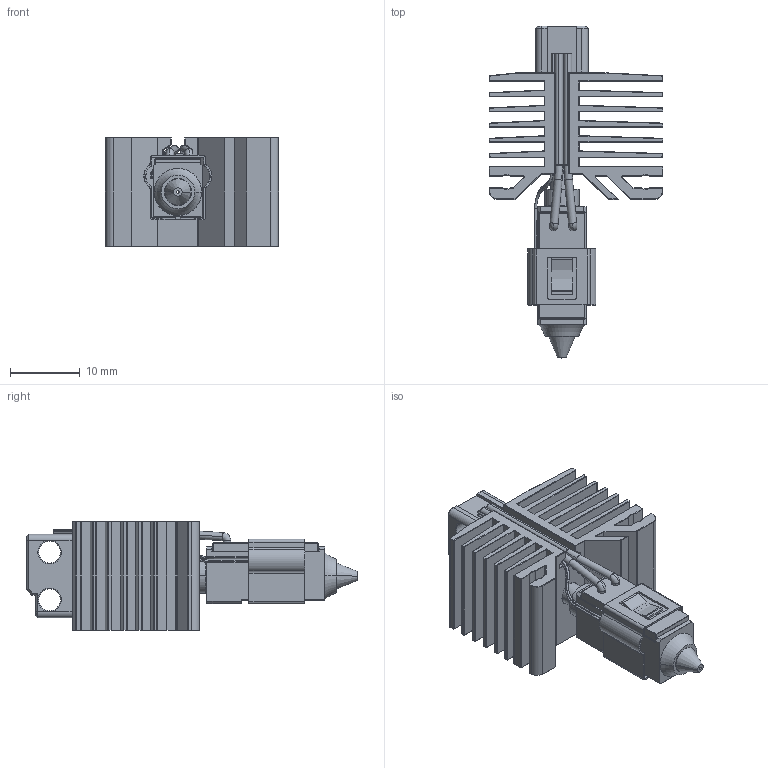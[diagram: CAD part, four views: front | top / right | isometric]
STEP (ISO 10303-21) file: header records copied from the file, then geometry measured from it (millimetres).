
FILE_DESCRIPTION (( 'STEP AP214' ), '1' );
FILE_NAME ('hotend_no_c_no_fan.STEP', '2022-10-20T09:20:20', ( '' ), ( '' ), 'SwSTEP 2.0', 'SolidWorks 2022', '' );
FILE_SCHEMA (( 'AUTOMOTIVE_DESIGN' ));
Length unit declared in the file: millimetre
Products named in the file (6): 1_dissipatore; 2_nozzle; 3_riscaldatore; 5_clips; 4_termistore; hotend_no_c_no_fan
Assembly tree (5 placements, depth 2):
  hotend_no_c_no_fan
    1_dissipatore
    2_nozzle
    3_riscaldatore
    4_termistore
    5_clips
Bounding box: 24.81 x 47.59 x 15.6 mm (x, y, z)
Volume: 4921.3 mm3; surface area: 8923.1 mm2
Topology: 12 solids, 13 shells, 1024 faces, 2386 edges, 1381 vertices
Faces by surface type: plane 441, cylinder 290, cone 131, torus 128, bspline 30, sphere 4
Entity records: 39976 total; most frequent: CARTESIAN_POINT 15767, DIRECTION 5243, ORIENTED_EDGE 4748, EDGE_CURVE 2374, AXIS2_PLACEMENT_3D 1921, LINE 1401, VECTOR 1401, VERTEX_POINT 1381
